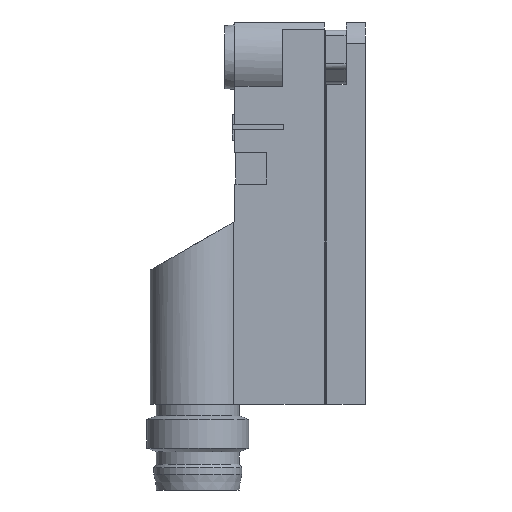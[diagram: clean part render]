
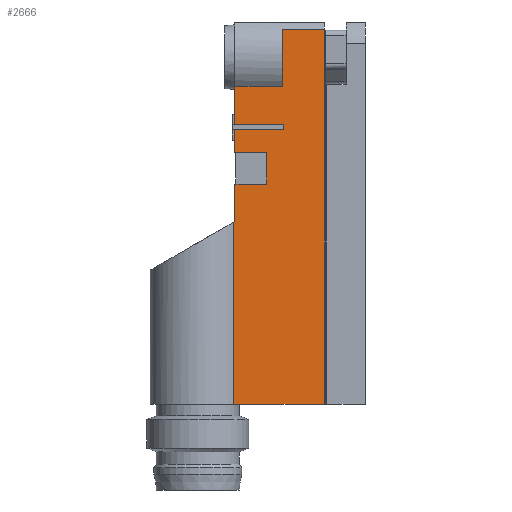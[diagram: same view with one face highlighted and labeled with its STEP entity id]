
A CAD part, left-side view. The second image highlights one B-rep face of the part: STEP entity #2666.
In plain terms, the highlighted planar face has unit normal (-1, 0, 0).
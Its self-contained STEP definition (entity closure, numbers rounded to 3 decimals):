
#167=ORIENTED_EDGE('',*,*,#710,.T.);
#168=ORIENTED_EDGE('',*,*,#711,.T.);
#169=ORIENTED_EDGE('',*,*,#712,.T.);
#170=ORIENTED_EDGE('',*,*,#713,.F.);
#171=ORIENTED_EDGE('',*,*,#693,.T.);
#172=ORIENTED_EDGE('',*,*,#714,.F.);
#173=ORIENTED_EDGE('',*,*,#715,.T.);
#174=ORIENTED_EDGE('',*,*,#716,.T.);
#175=ORIENTED_EDGE('',*,*,#717,.F.);
#176=ORIENTED_EDGE('',*,*,#718,.F.);
#177=ORIENTED_EDGE('',*,*,#719,.T.);
#178=ORIENTED_EDGE('',*,*,#720,.T.);
#179=ORIENTED_EDGE('',*,*,#721,.F.);
#180=ORIENTED_EDGE('',*,*,#722,.T.);
#181=ORIENTED_EDGE('',*,*,#723,.F.);
#182=ORIENTED_EDGE('',*,*,#724,.F.);
#183=ORIENTED_EDGE('',*,*,#725,.F.);
#693=EDGE_CURVE('',#963,#965,#1153,.T.);
#710=EDGE_CURVE('',#981,#982,#1170,.T.);
#711=EDGE_CURVE('',#982,#983,#1171,.T.);
#712=EDGE_CURVE('',#983,#984,#1172,.T.);
#713=EDGE_CURVE('',#963,#984,#1173,.T.);
#714=EDGE_CURVE('',#985,#965,#1174,.T.);
#715=EDGE_CURVE('',#985,#986,#1175,.T.);
#716=EDGE_CURVE('',#986,#987,#1176,.T.);
#717=EDGE_CURVE('',#988,#987,#1177,.T.);
#718=EDGE_CURVE('',#989,#988,#1178,.T.);
#719=EDGE_CURVE('',#989,#990,#1179,.F.);
#720=EDGE_CURVE('',#990,#991,#1180,.T.);
#721=EDGE_CURVE('',#992,#991,#1181,.T.);
#722=EDGE_CURVE('',#992,#993,#1182,.T.);
#723=EDGE_CURVE('',#994,#993,#1183,.T.);
#724=EDGE_CURVE('',#995,#994,#1184,.T.);
#725=EDGE_CURVE('',#981,#995,#1185,.T.);
#963=VERTEX_POINT('',#3524);
#965=VERTEX_POINT('',#3528);
#981=VERTEX_POINT('',#3564);
#982=VERTEX_POINT('',#3565);
#983=VERTEX_POINT('',#3567);
#984=VERTEX_POINT('',#3569);
#985=VERTEX_POINT('',#3572);
#986=VERTEX_POINT('',#3574);
#987=VERTEX_POINT('',#3576);
#988=VERTEX_POINT('',#3578);
#989=VERTEX_POINT('',#3580);
#990=VERTEX_POINT('',#3582);
#991=VERTEX_POINT('',#3584);
#992=VERTEX_POINT('',#3586);
#993=VERTEX_POINT('',#3588);
#994=VERTEX_POINT('',#3590);
#995=VERTEX_POINT('',#3592);
#1153=LINE('',#3529,#1339);
#1170=LINE('',#3563,#1356);
#1171=LINE('',#3566,#1357);
#1172=LINE('',#3568,#1358);
#1173=LINE('',#3570,#1359);
#1174=LINE('',#3571,#1360);
#1175=LINE('',#3573,#1361);
#1176=LINE('',#3575,#1362);
#1177=LINE('',#3577,#1363);
#1178=LINE('',#3579,#1364);
#1179=LINE('',#3581,#1365);
#1180=LINE('',#3583,#1366);
#1181=LINE('',#3585,#1367);
#1182=LINE('',#3587,#1368);
#1183=LINE('',#3589,#1369);
#1184=LINE('',#3591,#1370);
#1185=LINE('',#3593,#1371);
#1339=VECTOR('',#2973,1000.);
#1356=VECTOR('',#2994,1000.);
#1357=VECTOR('',#2995,1000.);
#1358=VECTOR('',#2996,1000.);
#1359=VECTOR('',#2997,1000.);
#1360=VECTOR('',#2998,1000.);
#1361=VECTOR('',#2999,1000.);
#1362=VECTOR('',#3000,1000.);
#1363=VECTOR('',#3001,1000.);
#1364=VECTOR('',#3002,1000.);
#1365=VECTOR('',#3003,1000.);
#1366=VECTOR('',#3004,1000.);
#1367=VECTOR('',#3005,1000.);
#1368=VECTOR('',#3006,1000.);
#1369=VECTOR('',#3007,1000.);
#1370=VECTOR('',#3008,1000.);
#1371=VECTOR('',#3009,1000.);
#1524=EDGE_LOOP('',(#167,#168,#169,#170,#171,#172,#173,#174,#175,#176,#177,
#178,#179,#180,#181,#182,#183));
#1664=FACE_BOUND('',#1524,.T.);
#1804=PLANE('',#2785);
#2666=ADVANCED_FACE('',(#1664),#1804,.F.);
#2785=AXIS2_PLACEMENT_3D('',#3562,#2992,#2993);
#2973=DIRECTION('',(0.,0.,-1.));
#2992=DIRECTION('',(1.,0.,0.));
#2993=DIRECTION('',(0.,0.,-1.));
#2994=DIRECTION('',(0.,0.,-1.));
#2995=DIRECTION('',(0.,-1.,0.));
#2996=DIRECTION('',(0.,0.,-1.));
#2997=DIRECTION('',(0.,-1.,0.));
#2998=DIRECTION('',(0.,-0.866,0.5));
#2999=DIRECTION('',(0.,0.,-1.));
#3000=DIRECTION('',(0.,-1.,0.));
#3001=DIRECTION('',(0.,0.,-1.));
#3002=DIRECTION('',(0.,0.,-1.));
#3003=DIRECTION('',(0.,-1.,0.));
#3004=DIRECTION('',(0.,0.,-1.));
#3005=DIRECTION('',(0.,-1.,0.));
#3006=DIRECTION('',(0.,0.,-1.));
#3007=DIRECTION('',(0.,1.,0.));
#3008=DIRECTION('',(0.,0.,1.));
#3009=DIRECTION('',(0.,-1.,0.));
#3524=CARTESIAN_POINT('',(-2.5,10.2,17.25));
#3528=CARTESIAN_POINT('',(-2.5,10.2,14.339));
#3529=CARTESIAN_POINT('',(-2.5,10.2,29.9));
#3562=CARTESIAN_POINT('',(-2.5,10.2,29.9));
#3563=CARTESIAN_POINT('',(-2.5,10.2,29.9));
#3564=CARTESIAN_POINT('',(-2.5,10.2,21.5));
#3565=CARTESIAN_POINT('',(-2.5,10.2,19.75));
#3566=CARTESIAN_POINT('',(-2.5,10.2,19.75));
#3567=CARTESIAN_POINT('',(-2.5,7.7,19.75));
#3568=CARTESIAN_POINT('',(-2.5,7.7,19.75));
#3569=CARTESIAN_POINT('',(-2.5,7.7,17.25));
#3570=CARTESIAN_POINT('',(-2.5,10.2,17.25));
#3571=CARTESIAN_POINT('',(-2.5,3.462,18.23));
#3572=CARTESIAN_POINT('',(-2.5,10.305,14.279));
#3573=CARTESIAN_POINT('',(-2.5,10.305,0.));
#3574=CARTESIAN_POINT('',(-2.5,10.305,0.));
#3575=CARTESIAN_POINT('',(-2.5,10.2,0.));
#3576=CARTESIAN_POINT('',(-2.5,3.2,0.));
#3577=CARTESIAN_POINT('',(-2.5,3.2,29.9));
#3578=CARTESIAN_POINT('',(-2.5,3.2,25.05));
#3579=CARTESIAN_POINT('',(-2.5,3.2,29.9));
#3580=CARTESIAN_POINT('',(-2.5,3.2,29.38));
#3581=CARTESIAN_POINT('',(-2.5,10.2,29.38));
#3582=CARTESIAN_POINT('',(-2.5,6.5,29.38));
#3583=CARTESIAN_POINT('',(-2.5,6.5,29.9));
#3584=CARTESIAN_POINT('',(-2.5,6.5,24.92));
#3585=CARTESIAN_POINT('',(-2.5,10.2,24.92));
#3586=CARTESIAN_POINT('',(-2.5,10.2,24.92));
#3587=CARTESIAN_POINT('',(-2.5,10.2,29.9));
#3588=CARTESIAN_POINT('',(-2.5,10.2,21.9));
#3589=CARTESIAN_POINT('',(-2.5,10.2,21.9));
#3590=CARTESIAN_POINT('',(-2.5,6.4,21.9));
#3591=CARTESIAN_POINT('',(-2.5,6.4,29.9));
#3592=CARTESIAN_POINT('',(-2.5,6.4,21.5));
#3593=CARTESIAN_POINT('',(-2.5,10.2,21.5));
